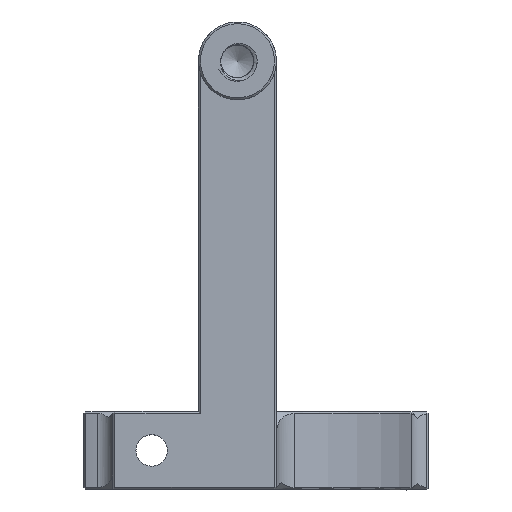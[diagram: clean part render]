
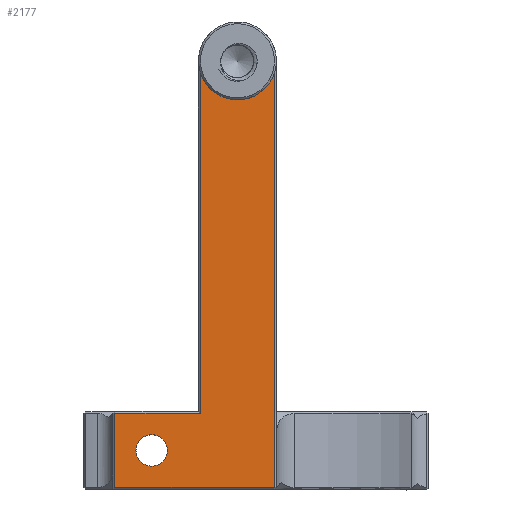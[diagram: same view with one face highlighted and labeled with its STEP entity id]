
A CAD part, top view. The second image highlights one B-rep face of the part: STEP entity #2177.
In plain terms, the highlighted planar face has unit normal (0, 0, 1).
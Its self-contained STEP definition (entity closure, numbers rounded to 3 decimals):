
#19=FACE_BOUND('',#373,.T.);
#122=PLANE('',#2360);
#244=FACE_OUTER_BOUND('',#372,.T.);
#372=EDGE_LOOP('',(#1847,#1848,#1849,#1850,#1851,#1852,#1853));
#373=EDGE_LOOP('',(#1854));
#496=CIRCLE('',#2284,5.);
#498=CIRCLE('',#2288,5.);
#516=CIRCLE('',#2361,2.025);
#622=LINE('',#4530,#786);
#660=LINE('',#4662,#824);
#661=LINE('',#4667,#825);
#668=LINE('',#4680,#832);
#673=LINE('',#4689,#837);
#786=VECTOR('',#2685,10.);
#824=VECTOR('',#2787,10.);
#825=VECTOR('',#2796,10.);
#832=VECTOR('',#2809,10.);
#837=VECTOR('',#2818,10.);
#989=VERTEX_POINT('',#4420);
#990=VERTEX_POINT('',#4422);
#993=VERTEX_POINT('',#4429);
#1006=VERTEX_POINT('',#4491);
#1014=VERTEX_POINT('',#4521);
#1017=VERTEX_POINT('',#4529);
#1044=VERTEX_POINT('',#4679);
#1047=VERTEX_POINT('',#4702);
#1233=EDGE_CURVE('',#989,#990,#496,.F.);
#1238=EDGE_CURVE('',#993,#989,#498,.F.);
#1281=EDGE_CURVE('',#1014,#1017,#622,.T.);
#1338=EDGE_CURVE('',#990,#1014,#660,.T.);
#1341=EDGE_CURVE('',#1017,#1006,#661,.T.);
#1348=EDGE_CURVE('',#1006,#1044,#668,.T.);
#1353=EDGE_CURVE('',#1044,#993,#673,.T.);
#1361=EDGE_CURVE('',#1047,#1047,#516,.T.);
#1847=ORIENTED_EDGE('',*,*,#1353,.F.);
#1848=ORIENTED_EDGE('',*,*,#1348,.F.);
#1849=ORIENTED_EDGE('',*,*,#1341,.F.);
#1850=ORIENTED_EDGE('',*,*,#1281,.F.);
#1851=ORIENTED_EDGE('',*,*,#1338,.F.);
#1852=ORIENTED_EDGE('',*,*,#1233,.F.);
#1853=ORIENTED_EDGE('',*,*,#1238,.F.);
#1854=ORIENTED_EDGE('',*,*,#1361,.T.);
#2177=ADVANCED_FACE('',(#244,#19),#122,.T.);
#2284=AXIS2_PLACEMENT_3D('',#4423,#2596,#2597);
#2288=AXIS2_PLACEMENT_3D('',#4431,#2605,#2606);
#2360=AXIS2_PLACEMENT_3D('',#4701,#2837,#2838);
#2361=AXIS2_PLACEMENT_3D('',#4703,#2839,#2840);
#2596=DIRECTION('center_axis',(0.,0.,-1.));
#2597=DIRECTION('ref_axis',(-0.707,-0.707,0.));
#2605=DIRECTION('center_axis',(0.,0.,-1.));
#2606=DIRECTION('ref_axis',(-0.707,-0.707,0.));
#2685=DIRECTION('',(-1.,0.,0.));
#2787=DIRECTION('',(0.,-1.,0.));
#2796=DIRECTION('',(0.,1.,0.));
#2809=DIRECTION('',(1.,0.,0.));
#2818=DIRECTION('',(0.,1.,0.));
#2837=DIRECTION('center_axis',(0.,0.,1.));
#2838=DIRECTION('ref_axis',(1.,0.,0.));
#2839=DIRECTION('center_axis',(0.,0.,-1.));
#2840=DIRECTION('ref_axis',(1.,0.,0.));
#4420=CARTESIAN_POINT('',(14.537,51.464,35.5));
#4422=CARTESIAN_POINT('',(15.751,53.439,35.5));
#4423=CARTESIAN_POINT('Origin',(11.001,55.,35.5));
#4429=CARTESIAN_POINT('',(6.251,53.439,35.5));
#4431=CARTESIAN_POINT('Origin',(11.001,55.,35.5));
#4491=CARTESIAN_POINT('',(-4.749,9.75,35.5));
#4521=CARTESIAN_POINT('',(15.751,0.25,35.5));
#4529=CARTESIAN_POINT('',(-4.749,0.25,35.5));
#4530=CARTESIAN_POINT('',(3.801,0.25,35.5));
#4662=CARTESIAN_POINT('',(15.751,5.,35.5));
#4667=CARTESIAN_POINT('',(-4.749,0.,35.5));
#4679=CARTESIAN_POINT('',(6.251,9.75,35.5));
#4680=CARTESIAN_POINT('',(3.801,9.75,35.5));
#4689=CARTESIAN_POINT('',(6.251,5.,35.5));
#4701=CARTESIAN_POINT('Origin',(-4.999,0.,35.5));
#4702=CARTESIAN_POINT('',(-2.024,5.,35.5));
#4703=CARTESIAN_POINT('Origin',(0.001,5.,35.5));
